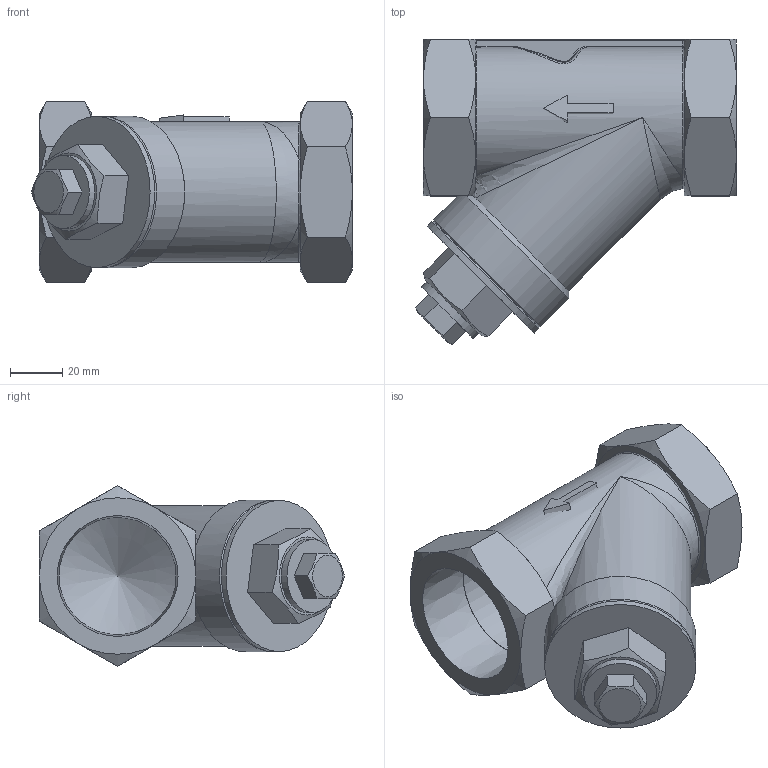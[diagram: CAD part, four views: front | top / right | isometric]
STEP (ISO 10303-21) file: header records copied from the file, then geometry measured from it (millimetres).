
FILE_DESCRIPTION(/* description */ ('Unknown'),/* implementation_level */ '2;1');
FILE_NAME(/* name */ 'YS-800-DN40',/* time_stamp */ '2021-12-07T11:45:08+08:00',/* author */ ('Unknown'),/* organization */ ('Unknown'),/* preprocessor_version */ 'ST-DEVELOPER v16.7',/* originating_system */ 'DEX',/* authorisation */ $);
FILE_SCHEMA (('AUTOMOTIVE_DESIGN {1 0 10303 214 3 1 1}'));
Length unit declared in the file: millimetre
Products named in the file (2): YS-800-DN40; YS-800-PN40-DN40
Assembly tree (1 placements, depth 2):
  YS-800-DN40
    YS-800-PN40-DN40
Bounding box: 123.02 x 117.02 x 69.28 mm (x, y, z)
Volume: 336416.3 mm3; surface area: 51459.7 mm2
Topology: 2 solids, 2 shells, 132 faces, 312 edges, 181 vertices
Faces by surface type: plane 49, cone 33, bspline 28, cylinder 18, sphere 4
Full cylindrical faces by diameter (mm): 28 x1, 45.2 x2, 58 x2
Entity records: 6803 total; most frequent: CARTESIAN_POINT 4188, ORIENTED_EDGE 572, DIRECTION 423, EDGE_CURVE 286, VERTEX_POINT 178, AXIS2_PLACEMENT_3D 172, FACE_BOUND 152, EDGE_LOOP 150
